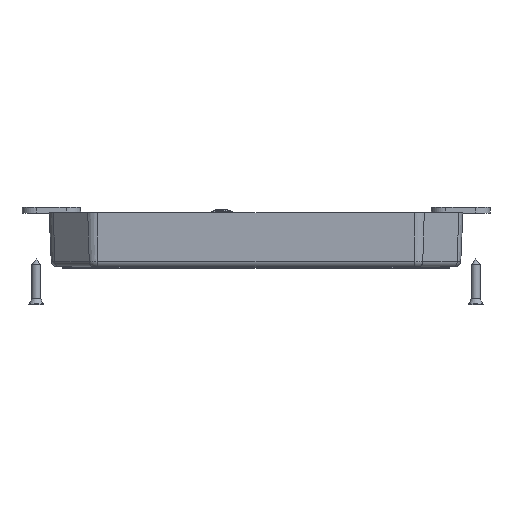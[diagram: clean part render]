
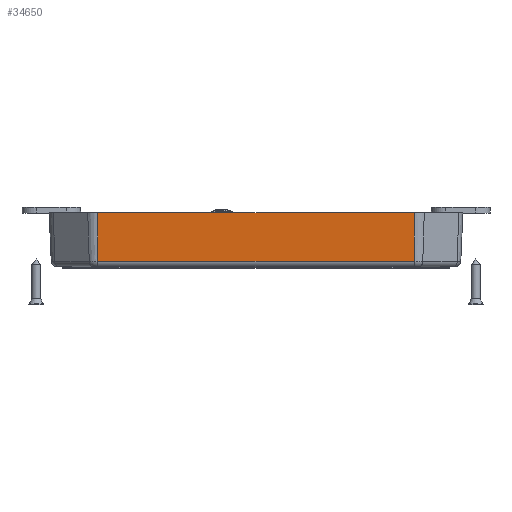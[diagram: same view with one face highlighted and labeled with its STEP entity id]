
A CAD part, left-side view. The second image highlights one B-rep face of the part: STEP entity #34650.
In plain terms, the highlighted planar face has unit normal (-0.999, 0, -0.044).
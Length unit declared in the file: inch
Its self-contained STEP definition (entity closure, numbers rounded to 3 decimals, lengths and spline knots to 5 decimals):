
#3252 = DIRECTION ( 'NONE',  ( 0.044, 0., -0.999 ) ) ;
#9149 = CARTESIAN_POINT ( 'NONE',  ( -2.85433, 2.18224, 0.00787 ) ) ;
#22870 = ORIENTED_EDGE ( 'NONE', *, *, #120261, .T. ) ;
#24992 = LINE ( 'NONE', #69114, #122385 ) ;
#29564 = VECTOR ( 'NONE', #32256, 39.37008 ) ;
#30980 = DIRECTION ( 'NONE',  ( 0., 1., 0. ) ) ;
#32256 = DIRECTION ( 'NONE',  ( 0., -1., 0. ) ) ;
#34650 = ADVANCED_FACE ( 'NONE', ( #78267 ), #44320, .T. ) ;
#35724 = CARTESIAN_POINT ( 'NONE',  ( -2.82496, -2.18224, -0.66485 ) ) ;
#37680 = VECTOR ( 'NONE', #30980, 39.37008 ) ;
#40703 = VERTEX_POINT ( 'NONE', #105781 ) ;
#40887 = ORIENTED_EDGE ( 'NONE', *, *, #72979, .T. ) ;
#44320 = PLANE ( 'NONE',  #75362 ) ;
#45138 = DIRECTION ( 'NONE',  ( -0.044, 0., 0.999 ) ) ;
#46256 = VERTEX_POINT ( 'NONE', #74003 ) ;
#46841 = VERTEX_POINT ( 'NONE', #131224 ) ;
#62410 = ORIENTED_EDGE ( 'NONE', *, *, #81724, .F. ) ;
#63820 = EDGE_CURVE ( 'NONE', #76340, #46256, #108179, .T. ) ;
#69114 = CARTESIAN_POINT ( 'NONE',  ( -2.85433, 2.18224, 0.00787 ) ) ;
#72349 = ORIENTED_EDGE ( 'NONE', *, *, #63820, .F. ) ;
#72979 = EDGE_CURVE ( 'NONE', #76340, #46841, #24992, .T. ) ;
#74003 = CARTESIAN_POINT ( 'NONE',  ( -2.85433, -2.18224, 0.00787 ) ) ;
#75362 = AXIS2_PLACEMENT_3D ( 'NONE', #99909, #100604, #142628 ) ;
#76340 = VERTEX_POINT ( 'NONE', #127383 ) ;
#78267 = FACE_OUTER_BOUND ( 'NONE', #106468, .T. ) ;
#81724 = EDGE_CURVE ( 'NONE', #40703, #46841, #98862, .T. ) ;
#98862 = LINE ( 'NONE', #118463, #37680 ) ;
#99909 = CARTESIAN_POINT ( 'NONE',  ( -2.85433, 2.99099, 0.00787 ) ) ;
#100604 = DIRECTION ( 'NONE',  ( -0.999, 0., -0.044 ) ) ;
#101453 = LINE ( 'NONE', #35724, #103135 ) ;
#103135 = VECTOR ( 'NONE', #45138, 39.37008 ) ;
#105781 = CARTESIAN_POINT ( 'NONE',  ( -2.82496, -2.18224, -0.66485 ) ) ;
#106468 = EDGE_LOOP ( 'NONE', ( #22870, #72349, #40887, #62410 ) ) ;
#108179 = LINE ( 'NONE', #9149, #29564 ) ;
#118463 = CARTESIAN_POINT ( 'NONE',  ( -2.82496, -2.18224, -0.66485 ) ) ;
#120261 = EDGE_CURVE ( 'NONE', #40703, #46256, #101453, .T. ) ;
#122385 = VECTOR ( 'NONE', #3252, 39.37008 ) ;
#127383 = CARTESIAN_POINT ( 'NONE',  ( -2.85433, 2.18224, 0.00787 ) ) ;
#131224 = CARTESIAN_POINT ( 'NONE',  ( -2.82496, 2.18224, -0.66485 ) ) ;
#142628 = DIRECTION ( 'NONE',  ( -0.044, 0., 0.999 ) ) ;
